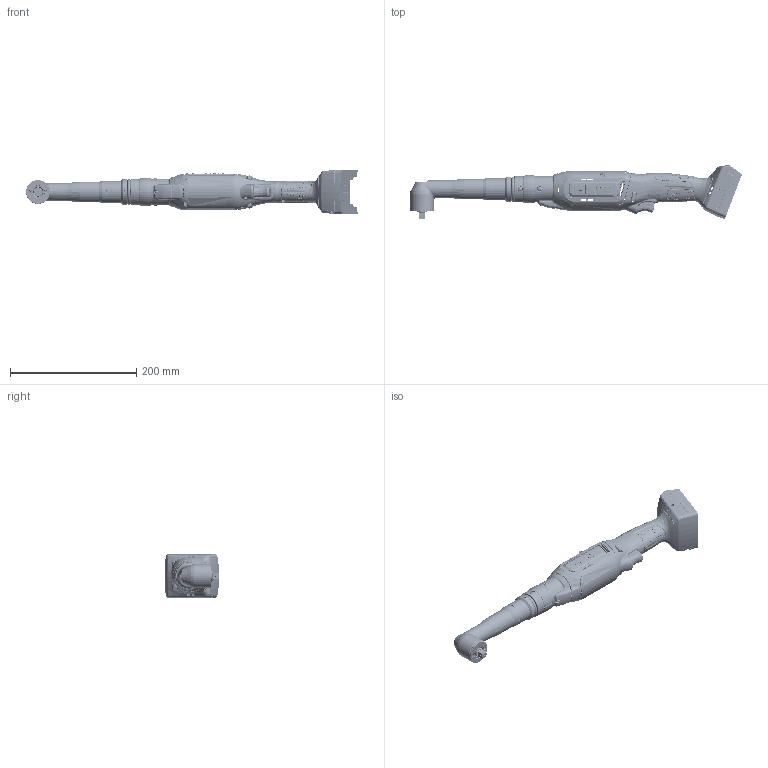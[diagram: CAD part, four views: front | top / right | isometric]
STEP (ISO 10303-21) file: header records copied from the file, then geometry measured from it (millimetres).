
FILE_DESCRIPTION((''),'2;1');
FILE_NAME('CLBA653-1_SW0001','2024-03-25T06:49:17',('QC717'),(''),'CREO PARAMETRIC BY PTC INC, 2022014','CREO PARAMETRIC BY PTC INC, 2022014','');
FILE_SCHEMA(('CONFIG_CONTROL_DESIGN'));
Length unit declared in the file: millimetre
Products named in the file (1): CLBA653-1_SW0001
Bounding box: 525.75 x 85.77 x 69.56 mm (x, y, z)
Surface area: 198168.4 mm2 (no closed solid volume)
Topology: 0 solids, 302 shells, 5407 faces, 22718 edges, 17019 vertices
Faces by surface type: bspline 2700, plane 1156, cylinder 969, cone 273, extrusion 127, torus 126, sphere 56
Entity records: 430066 total; most frequent: CARTESIAN_POINT 281415, ORIENTED_EDGE 32145, EDGE_CURVE 22706, DIRECTION 20066, VERTEX_POINT 17017, B_SPLINE_CURVE_WITH_KNOTS 12198, AXIS2_PLACEMENT_3D 6724, VECTOR 6618
